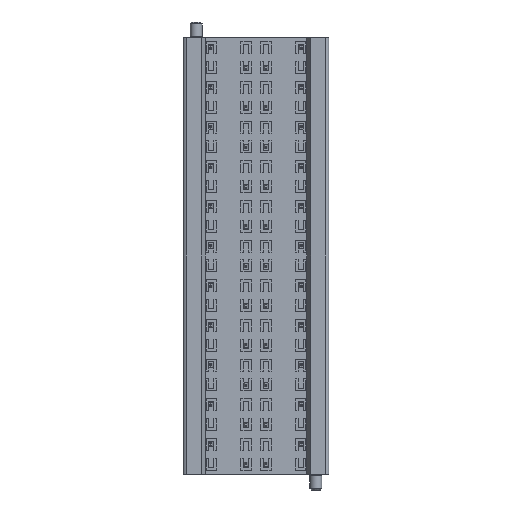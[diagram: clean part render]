
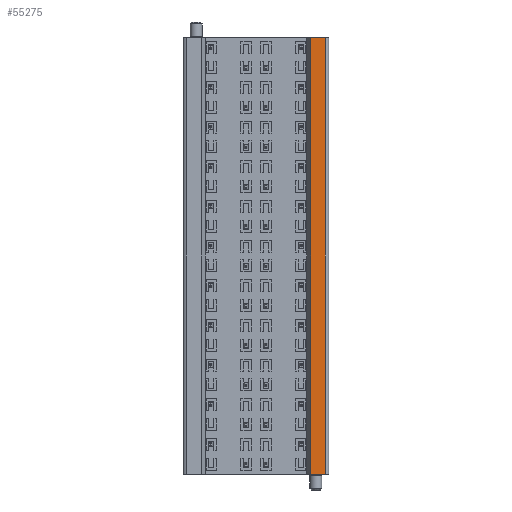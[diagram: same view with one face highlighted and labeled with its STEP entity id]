
A CAD part, front view. The second image highlights one B-rep face of the part: STEP entity #55275.
In plain terms, the highlighted planar face has unit normal (0, -1, 0).
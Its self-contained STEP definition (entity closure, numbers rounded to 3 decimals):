
#12216=DIRECTION('',(0.,0.,1.));
#12217=VECTOR('',#12216,110.);
#12218=CARTESIAN_POINT('',(-1461.157,-3768.091,-95.));
#12219=LINE('',#12218,#12217);
#12220=DIRECTION('',(1.,0.,0.));
#12221=VECTOR('',#12220,3.65);
#12222=CARTESIAN_POINT('',(-1461.157,-3768.091,
15.));
#12223=LINE('',#12222,#12221);
#12224=DIRECTION('',(0.,0.,1.));
#12225=VECTOR('',#12224,110.);
#12226=CARTESIAN_POINT('',(-1457.507,-3768.091,-95.));
#12227=LINE('',#12226,#12225);
#19830=DIRECTION('',(1.,0.,0.));
#19831=VECTOR('',#19830,3.65);
#19832=CARTESIAN_POINT('',(-1461.157,-3768.091,-95.));
#19833=LINE('',#19832,#19831);
#20666=CARTESIAN_POINT('',(-1457.507,-3768.091,
15.));
#20667=VERTEX_POINT('',#20666);
#20668=CARTESIAN_POINT('',(-1461.157,-3768.091,
15.));
#20669=VERTEX_POINT('',#20668);
#25780=CARTESIAN_POINT('',(-1461.157,-3768.091,-95.));
#25781=VERTEX_POINT('',#25780);
#25782=CARTESIAN_POINT('',(-1457.507,-3768.091,-95.));
#25783=VERTEX_POINT('',#25782);
#55261=CARTESIAN_POINT('',(-1457.507,-3768.091,
10.));
#55262=DIRECTION('',(0.,1.,0.));
#55263=DIRECTION('',(-1.,0.,0.));
#55264=AXIS2_PLACEMENT_3D('',#55261,#55262,#55263);
#55265=PLANE('',#55264);
#55267=ORIENTED_EDGE('',*,*,#55266,.F.);
#55269=ORIENTED_EDGE('',*,*,#55268,.F.);
#55270=ORIENTED_EDGE('',*,*,#55244,.T.);
#55272=ORIENTED_EDGE('',*,*,#55271,.T.);
#55273=EDGE_LOOP('',(#55267,#55269,#55270,#55272));
#55274=FACE_OUTER_BOUND('',#55273,.F.);
#55244=EDGE_CURVE('',#25781,#20669,#12219,.T.);
#55266=EDGE_CURVE('',#25783,#20667,#12227,.T.);
#55268=EDGE_CURVE('',#25781,#25783,#19833,.T.);
#55271=EDGE_CURVE('',#20669,#20667,#12223,.T.);
#55275=ADVANCED_FACE('',(#55274),#55265,.F.);
